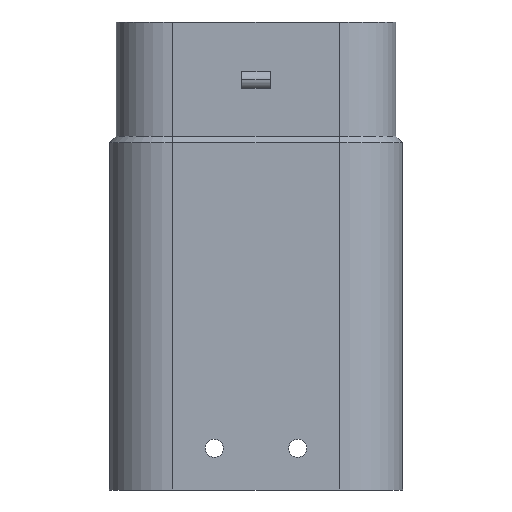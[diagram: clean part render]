
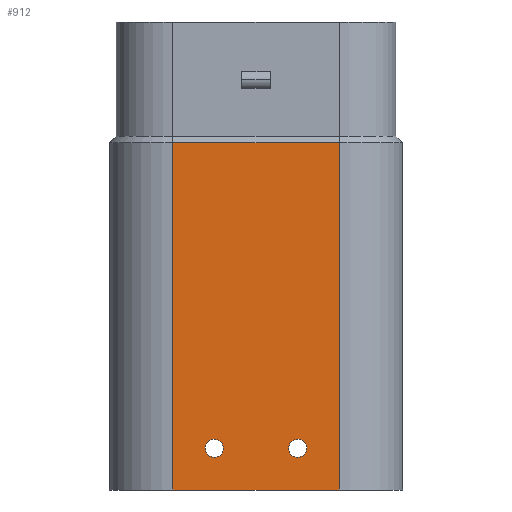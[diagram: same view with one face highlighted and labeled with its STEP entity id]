
A CAD part, front view. The second image highlights one B-rep face of the part: STEP entity #912.
In plain terms, the highlighted planar face has unit normal (0, -1, 0).
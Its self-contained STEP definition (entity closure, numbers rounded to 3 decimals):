
#4 = CARTESIAN_POINT ( 'NONE',  ( 0., -11.25, -80.2 ) ) ;
#51 = ORIENTED_EDGE ( 'NONE', *, *, #531, .T. ) ;
#68 = CARTESIAN_POINT ( 'NONE',  ( -29.6, -11.25, -80.2 ) ) ;
#84 = LINE ( 'NONE', #936, #258 ) ;
#117 = CARTESIAN_POINT ( 'NONE',  ( -22.2, -11.25, -72.8 ) ) ;
#164 = EDGE_CURVE ( 'NONE', #243, #528, #265, .T. ) ;
#168 = ORIENTED_EDGE ( 'NONE', *, *, #920, .F. ) ;
#192 = DIRECTION ( 'NONE',  ( 0., 0., 1. ) ) ;
#219 = DIRECTION ( 'NONE',  ( 0., 1., 0. ) ) ;
#229 = VERTEX_POINT ( 'NONE', #312 ) ;
#243 = VERTEX_POINT ( 'NONE', #729 ) ;
#250 = EDGE_LOOP ( 'NONE', ( #1080, #424 ) ) ;
#254 = VERTEX_POINT ( 'NONE', #1018 ) ;
#258 = VECTOR ( 'NONE', #636, 1000. ) ;
#265 = LINE ( 'NONE', #689, #1088 ) ;
#276 = EDGE_CURVE ( 'NONE', #1057, #229, #961, .T. ) ;
#301 = VECTOR ( 'NONE', #1055, 1000. ) ;
#312 = CARTESIAN_POINT ( 'NONE',  ( -7.4, -11.25, -71.2 ) ) ;
#325 = EDGE_CURVE ( 'NONE', #254, #1296, #484, .T. ) ;
#349 = AXIS2_PLACEMENT_3D ( 'NONE', #644, #1054, #454 ) ;
#356 = EDGE_CURVE ( 'NONE', #1296, #254, #1184, .T. ) ;
#370 = AXIS2_PLACEMENT_3D ( 'NONE', #509, #722, #1239 ) ;
#401 = CARTESIAN_POINT ( 'NONE',  ( -22.2, -11.25, -74.4 ) ) ;
#405 = ORIENTED_EDGE ( 'NONE', *, *, #164, .T. ) ;
#419 = DIRECTION ( 'NONE',  ( 0., 0., -1. ) ) ;
#424 = ORIENTED_EDGE ( 'NONE', *, *, #356, .F. ) ;
#441 = ORIENTED_EDGE ( 'NONE', *, *, #276, .T. ) ;
#454 = DIRECTION ( 'NONE',  ( 0., 0., 1. ) ) ;
#455 = CARTESIAN_POINT ( 'NONE',  ( 0., -11.25, -80.2 ) ) ;
#460 = EDGE_LOOP ( 'NONE', ( #51, #441 ) ) ;
#484 = CIRCLE ( 'NONE', #1241, 1.6 ) ;
#509 = CARTESIAN_POINT ( 'NONE',  ( -7.4, -11.25, -72.8 ) ) ;
#528 = VERTEX_POINT ( 'NONE', #4 ) ;
#531 = EDGE_CURVE ( 'NONE', #229, #1057, #1316, .T. ) ;
#536 = ORIENTED_EDGE ( 'NONE', *, *, #913, .T. ) ;
#541 = CARTESIAN_POINT ( 'NONE',  ( -7.4, -11.25, -72.8 ) ) ;
#543 = DIRECTION ( 'NONE',  ( 0., -1., 0. ) ) ;
#565 = CARTESIAN_POINT ( 'NONE',  ( -29.6, -11.25, -18.5 ) ) ;
#622 = VERTEX_POINT ( 'NONE', #565 ) ;
#636 = DIRECTION ( 'NONE',  ( -1., 0., 0. ) ) ;
#644 = CARTESIAN_POINT ( 'NONE',  ( -22.2, -11.25, -72.8 ) ) ;
#689 = CARTESIAN_POINT ( 'NONE',  ( -29.6, -11.25, -80.2 ) ) ;
#698 = PLANE ( 'NONE',  #1294 ) ;
#720 = VERTEX_POINT ( 'NONE', #980 ) ;
#722 = DIRECTION ( 'NONE',  ( 0., 1., 0. ) ) ;
#729 = CARTESIAN_POINT ( 'NONE',  ( -29.6, -11.25, -80.2 ) ) ;
#733 = ORIENTED_EDGE ( 'NONE', *, *, #1019, .T. ) ;
#738 = EDGE_LOOP ( 'NONE', ( #733, #536, #168, #405 ) ) ;
#804 = FACE_OUTER_BOUND ( 'NONE', #738, .T. ) ;
#823 = LINE ( 'NONE', #833, #854 ) ;
#833 = CARTESIAN_POINT ( 'NONE',  ( -29.6, -11.25, -80.2 ) ) ;
#854 = VECTOR ( 'NONE', #192, 1000. ) ;
#900 = AXIS2_PLACEMENT_3D ( 'NONE', #541, #219, #1265 ) ;
#912 = ADVANCED_FACE ( 'NONE', ( #804, #1223, #1102 ), #698, .T. ) ;
#913 = EDGE_CURVE ( 'NONE', #720, #622, #84, .T. ) ;
#920 = EDGE_CURVE ( 'NONE', #243, #622, #823, .T. ) ;
#935 = DIRECTION ( 'NONE',  ( 1., 0., 0. ) ) ;
#936 = CARTESIAN_POINT ( 'NONE',  ( -29.6, -11.25, -18.5 ) ) ;
#950 = DIRECTION ( 'NONE',  ( 0., 0., 1. ) ) ;
#957 = LINE ( 'NONE', #455, #301 ) ;
#961 = CIRCLE ( 'NONE', #370, 1.6 ) ;
#980 = CARTESIAN_POINT ( 'NONE',  ( 0., -11.25, -18.5 ) ) ;
#1018 = CARTESIAN_POINT ( 'NONE',  ( -22.2, -11.25, -71.2 ) ) ;
#1019 = EDGE_CURVE ( 'NONE', #528, #720, #957, .T. ) ;
#1054 = DIRECTION ( 'NONE',  ( 0., -1., 0. ) ) ;
#1055 = DIRECTION ( 'NONE',  ( 0., 0., 1. ) ) ;
#1057 = VERTEX_POINT ( 'NONE', #1177 ) ;
#1080 = ORIENTED_EDGE ( 'NONE', *, *, #325, .F. ) ;
#1088 = VECTOR ( 'NONE', #935, 1000. ) ;
#1102 = FACE_BOUND ( 'NONE', #250, .T. ) ;
#1121 = DIRECTION ( 'NONE',  ( 0., -1., 0. ) ) ;
#1177 = CARTESIAN_POINT ( 'NONE',  ( -7.4, -11.25, -74.4 ) ) ;
#1184 = CIRCLE ( 'NONE', #349, 1.6 ) ;
#1223 = FACE_BOUND ( 'NONE', #460, .T. ) ;
#1239 = DIRECTION ( 'NONE',  ( 0., 0., 1. ) ) ;
#1241 = AXIS2_PLACEMENT_3D ( 'NONE', #117, #543, #950 ) ;
#1265 = DIRECTION ( 'NONE',  ( 0., 0., 1. ) ) ;
#1294 = AXIS2_PLACEMENT_3D ( 'NONE', #68, #1121, #419 ) ;
#1296 = VERTEX_POINT ( 'NONE', #401 ) ;
#1316 = CIRCLE ( 'NONE', #900, 1.6 ) ;
